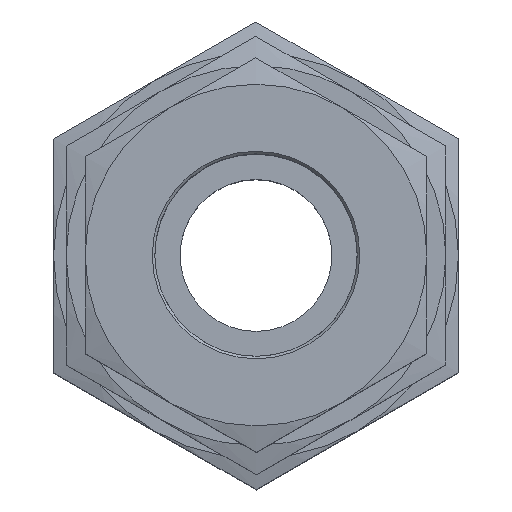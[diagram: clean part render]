
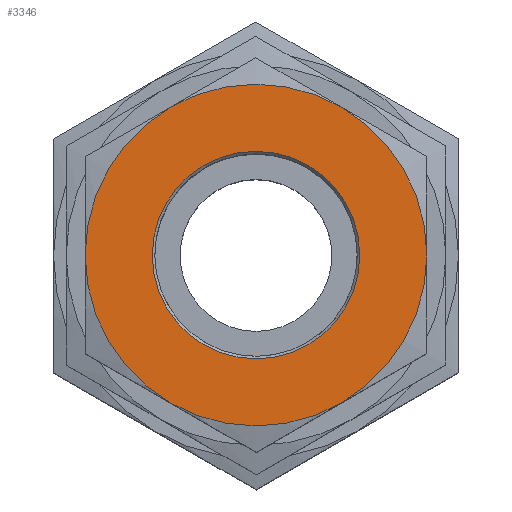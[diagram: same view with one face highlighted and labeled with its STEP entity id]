
A CAD part, top view. The second image highlights one B-rep face of the part: STEP entity #3346.
In plain terms, the highlighted planar face has unit normal (0, 0, 1).
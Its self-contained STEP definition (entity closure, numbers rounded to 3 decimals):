
#3107=CARTESIAN_POINT('',(13.5,0.,18.0));
#3108=VERTEX_POINT('',#3107);
#3161=CARTESIAN_POINT('',(6.75,11.691,18.0));
#3162=VERTEX_POINT('',#3161);
#3208=CARTESIAN_POINT('',(-6.75,11.691,18.0));
#3209=VERTEX_POINT('',#3208);
#3256=CARTESIAN_POINT('',(8.2,0.,18.0));
#3257=VERTEX_POINT('',#3256);
#3258=CARTESIAN_POINT('',(0.0,0.0,18.0));
#3259=DIRECTION('',(0.0,0.0,1.0));
#3260=DIRECTION('',(-1.0,0.0,0.0));
#3261=AXIS2_PLACEMENT_3D('',#3258,#3259,#3260);
#3262=CIRCLE('',#3261,8.2);
#3263=EDGE_CURVE('',#3257,#3257,#3262,.T.);
#3288=CARTESIAN_POINT('',(0.,0.0,18.0));
#3289=DIRECTION('',(0.0,0.0,1.0));
#3290=DIRECTION('',(1.0,0.0,0.0));
#3291=AXIS2_PLACEMENT_3D('',#3288,#3289,#3290);
#3292=PLANE('',#3291);
#3293=CARTESIAN_POINT('',(-6.75,-11.691,18.0));
#3294=VERTEX_POINT('',#3293);
#3295=CARTESIAN_POINT('',(6.75,-11.691,18.0));
#3296=VERTEX_POINT('',#3295);
#3297=CARTESIAN_POINT('',(0.0,0.0,18.0));
#3298=DIRECTION('',(0.0,0.0,1.0));
#3299=DIRECTION('',(-0.5,-0.866,0.0));
#3300=AXIS2_PLACEMENT_3D('',#3297,#3298,#3299);
#3301=CIRCLE('',#3300,13.5);
#3302=EDGE_CURVE('',#3294,#3296,#3301,.T.);
#3303=ORIENTED_EDGE('',*,*,#3302,.T.);
#3304=CARTESIAN_POINT('',(0.0,0.0,18.0));
#3305=DIRECTION('',(0.0,0.0,1.0));
#3306=DIRECTION('',(-0.5,-0.866,0.0));
#3307=AXIS2_PLACEMENT_3D('',#3304,#3305,#3306);
#3308=CIRCLE('',#3307,13.5);
#3309=EDGE_CURVE('',#3296,#3108,#3308,.T.);
#3310=ORIENTED_EDGE('',*,*,#3309,.T.);
#3311=CARTESIAN_POINT('',(0.0,0.0,18.0));
#3312=DIRECTION('',(0.0,0.0,1.0));
#3313=DIRECTION('',(-0.5,-0.866,0.0));
#3314=AXIS2_PLACEMENT_3D('',#3311,#3312,#3313);
#3315=CIRCLE('',#3314,13.5);
#3316=EDGE_CURVE('',#3108,#3162,#3315,.T.);
#3317=ORIENTED_EDGE('',*,*,#3316,.T.);
#3318=CARTESIAN_POINT('',(0.0,0.0,18.0));
#3319=DIRECTION('',(0.0,0.0,1.0));
#3320=DIRECTION('',(-0.5,-0.866,0.0));
#3321=AXIS2_PLACEMENT_3D('',#3318,#3319,#3320);
#3322=CIRCLE('',#3321,13.5);
#3323=EDGE_CURVE('',#3162,#3209,#3322,.T.);
#3324=ORIENTED_EDGE('',*,*,#3323,.T.);
#3325=CARTESIAN_POINT('',(-13.5,0.0,18.0));
#3326=VERTEX_POINT('',#3325);
#3327=CARTESIAN_POINT('',(0.0,0.0,18.0));
#3328=DIRECTION('',(0.0,0.0,1.0));
#3329=DIRECTION('',(-0.5,-0.866,0.0));
#3330=AXIS2_PLACEMENT_3D('',#3327,#3328,#3329);
#3331=CIRCLE('',#3330,13.5);
#3332=EDGE_CURVE('',#3209,#3326,#3331,.T.);
#3333=ORIENTED_EDGE('',*,*,#3332,.T.);
#3334=CARTESIAN_POINT('',(0.0,0.0,18.0));
#3335=DIRECTION('',(0.0,0.0,1.0));
#3336=DIRECTION('',(-0.5,-0.866,0.0));
#3337=AXIS2_PLACEMENT_3D('',#3334,#3335,#3336);
#3338=CIRCLE('',#3337,13.5);
#3339=EDGE_CURVE('',#3326,#3294,#3338,.T.);
#3340=ORIENTED_EDGE('',*,*,#3339,.T.);
#3341=EDGE_LOOP('',(#3303,#3310,#3317,#3324,#3333,#3340));
#3342=FACE_OUTER_BOUND('',#3341,.T.);
#3343=ORIENTED_EDGE('',*,*,#3263,.F.);
#3344=EDGE_LOOP('',(#3343));
#3345=FACE_BOUND('',#3344,.T.);
#3346=ADVANCED_FACE('',(#3342,#3345),#3292,.T.);
